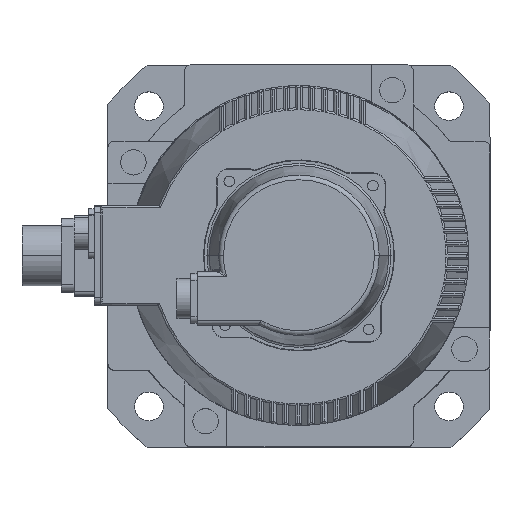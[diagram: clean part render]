
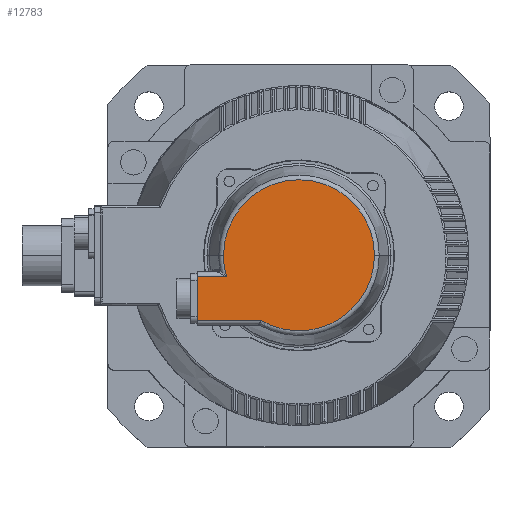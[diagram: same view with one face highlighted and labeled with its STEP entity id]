
A CAD part, top view. The second image highlights one B-rep face of the part: STEP entity #12783.
In plain terms, the highlighted face is planar.
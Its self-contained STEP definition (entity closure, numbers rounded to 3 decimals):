
#1250 = ORIENTED_EDGE ( 'NONE', *, *, #12195, .T. ) ;
#1353 = CARTESIAN_POINT ( 'NONE',  ( 0., 0., 0. ) ) ;
#1851 = DIRECTION ( 'NONE',  ( 0., 0., -1. ) ) ;
#1880 = CARTESIAN_POINT ( 'NONE',  ( 10.104, 0., 0. ) ) ;
#2578 = VECTOR ( 'NONE', #4373, 1000. ) ;
#3242 = DIRECTION ( 'NONE',  ( 1., 0., 0. ) ) ;
#3881 = VECTOR ( 'NONE', #3242, 1000. ) ;
#4373 = DIRECTION ( 'NONE',  ( 0., 0., -1. ) ) ;
#4855 = DIRECTION ( 'NONE',  ( 0., 0., -1. ) ) ;
#5757 = DIRECTION ( 'NONE',  ( 0., 0., 1. ) ) ;
#5896 = CARTESIAN_POINT ( 'NONE',  ( 30.604, 0., 0. ) ) ;
#6108 = DIRECTION ( 'NONE',  ( 0., -1., 0. ) ) ;
#6331 = CARTESIAN_POINT ( 'NONE',  ( 10.104, 0., -34.109 ) ) ;
#6427 = VERTEX_POINT ( 'NONE', #9727 ) ;
#6588 = LINE ( 'NONE', #1880, #2578 ) ;
#7066 = PLANE ( 'NONE',  #22325 ) ;
#7503 = CARTESIAN_POINT ( 'NONE',  ( 7.854, 0., -48. ) ) ;
#7709 = CIRCLE ( 'NONE', #21798, 35.574 ) ;
#8094 = EDGE_CURVE ( 'NONE', #22774, #26311, #21037, .T. ) ;
#8781 = CIRCLE ( 'NONE', #18659, 35.574 ) ;
#9727 = CARTESIAN_POINT ( 'NONE',  ( 30.604, 0., -18.136 ) ) ;
#9818 = EDGE_LOOP ( 'NONE', ( #23069, #10440, #16028, #1250, #16556, #11870 ) ) ;
#10308 = DIRECTION ( 'NONE',  ( 0., 0., -1. ) ) ;
#10440 = ORIENTED_EDGE ( 'NONE', *, *, #11802, .T. ) ;
#11802 = EDGE_CURVE ( 'NONE', #28401, #26823, #7709, .T. ) ;
#11870 = ORIENTED_EDGE ( 'NONE', *, *, #26492, .T. ) ;
#12195 = EDGE_CURVE ( 'NONE', #12612, #22774, #6588, .T. ) ;
#12274 = CARTESIAN_POINT ( 'NONE',  ( 10.104, 0., -48. ) ) ;
#12612 = VERTEX_POINT ( 'NONE', #6331 ) ;
#12783 = ADVANCED_FACE ( 'NONE', ( #16329 ), #7066, .T. ) ;
#14994 = CIRCLE ( 'NONE', #28615, 35.574 ) ;
#15161 = VECTOR ( 'NONE', #5757, 1000. ) ;
#16028 = ORIENTED_EDGE ( 'NONE', *, *, #21480, .T. ) ;
#16186 = DIRECTION ( 'NONE',  ( 0., -1., 0. ) ) ;
#16329 = FACE_OUTER_BOUND ( 'NONE', #9818, .T. ) ;
#16556 = ORIENTED_EDGE ( 'NONE', *, *, #8094, .T. ) ;
#17512 = EDGE_CURVE ( 'NONE', #6427, #28401, #8781, .T. ) ;
#17749 = CARTESIAN_POINT ( 'NONE',  ( 0., 0., 0. ) ) ;
#18659 = AXIS2_PLACEMENT_3D ( 'NONE', #19467, #23587, #25644 ) ;
#19467 = CARTESIAN_POINT ( 'NONE',  ( 0., 0., 0. ) ) ;
#20913 = DIRECTION ( 'NONE',  ( 0., -1., 0. ) ) ;
#21037 = LINE ( 'NONE', #7503, #3881 ) ;
#21480 = EDGE_CURVE ( 'NONE', #26823, #12612, #14994, .T. ) ;
#21798 = AXIS2_PLACEMENT_3D ( 'NONE', #1353, #20913, #10308 ) ;
#22325 = AXIS2_PLACEMENT_3D ( 'NONE', #24854, #16186, #4855 ) ;
#22774 = VERTEX_POINT ( 'NONE', #12274 ) ;
#23069 = ORIENTED_EDGE ( 'NONE', *, *, #17512, .T. ) ;
#23197 = CARTESIAN_POINT ( 'NONE',  ( 0., 0., -35.574 ) ) ;
#23587 = DIRECTION ( 'NONE',  ( 0., -1., 0. ) ) ;
#24854 = CARTESIAN_POINT ( 'NONE',  ( 37.5, 0., 0. ) ) ;
#24897 = CARTESIAN_POINT ( 'NONE',  ( 30.604, 0., -48. ) ) ;
#25424 = CARTESIAN_POINT ( 'NONE',  ( 0., 0., 35.574 ) ) ;
#25644 = DIRECTION ( 'NONE',  ( 0., 0., -1. ) ) ;
#25904 = LINE ( 'NONE', #5896, #15161 ) ;
#26311 = VERTEX_POINT ( 'NONE', #24897 ) ;
#26492 = EDGE_CURVE ( 'NONE', #26311, #6427, #25904, .T. ) ;
#26823 = VERTEX_POINT ( 'NONE', #23197 ) ;
#28401 = VERTEX_POINT ( 'NONE', #25424 ) ;
#28615 = AXIS2_PLACEMENT_3D ( 'NONE', #17749, #6108, #1851 ) ;
